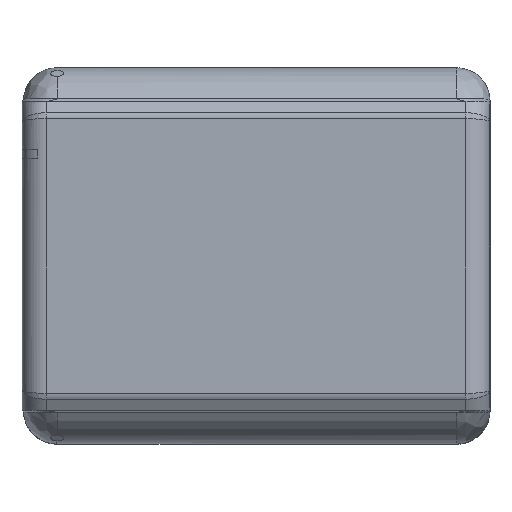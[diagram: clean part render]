
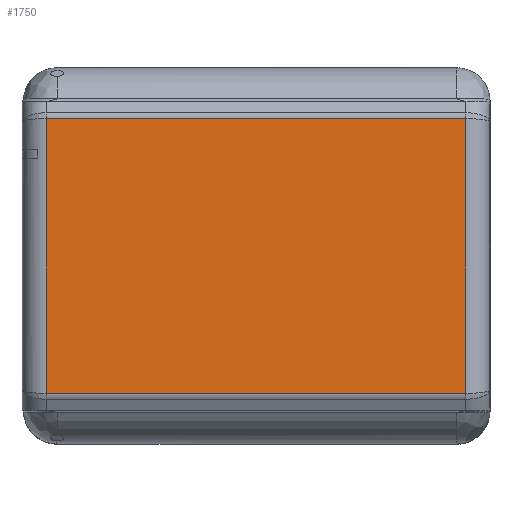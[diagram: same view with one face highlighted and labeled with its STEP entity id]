
A CAD part, top view. The second image highlights one B-rep face of the part: STEP entity #1750.
In plain terms, the highlighted planar face has unit normal (0, 0, -1).
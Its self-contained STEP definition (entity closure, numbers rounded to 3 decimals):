
#1679=AXIS2_PLACEMENT_3D('Plane Axis2P3D',#1676,#1677,#1678) ;
#1315=CARTESIAN_POINT('Vertex',(52.768,34.597,24.1)) ;
#1325=CARTESIAN_POINT('Vertex',(52.768,-34.754,24.1)) ;
#1328=CARTESIAN_POINT('Line Origine',(52.768,-0.079,24.1)) ;
#1676=CARTESIAN_POINT('Axis2P3D Location',(-59.317,39.071,24.1)) ;
#1682=CARTESIAN_POINT('Control Point',(52.765,-34.754,24.1)) ;
#1683=CARTESIAN_POINT('Control Point',(52.765,-34.754,24.1)) ;
#1684=CARTESIAN_POINT('Control Point',(52.766,-34.754,24.1)) ;
#1685=CARTESIAN_POINT('Control Point',(52.767,-34.754,24.1)) ;
#1686=CARTESIAN_POINT('Control Point',(52.767,-34.754,24.1)) ;
#1687=CARTESIAN_POINT('Control Point',(52.768,-34.754,24.1)) ;
#1688=CARTESIAN_POINT('Vertex',(52.765,-34.754,24.1)) ;
#1691=CARTESIAN_POINT('Line Origine',(-0.217,-34.754,24.1)) ;
#1695=CARTESIAN_POINT('Vertex',(-53.199,-34.754,24.1)) ;
#1699=CARTESIAN_POINT('Control Point',(-53.202,-34.754,24.1)) ;
#1700=CARTESIAN_POINT('Control Point',(-53.201,-34.754,24.1)) ;
#1701=CARTESIAN_POINT('Control Point',(-53.201,-34.754,24.1)) ;
#1702=CARTESIAN_POINT('Control Point',(-53.2,-34.754,24.1)) ;
#1703=CARTESIAN_POINT('Control Point',(-53.199,-34.754,24.1)) ;
#1704=CARTESIAN_POINT('Control Point',(-53.199,-34.754,24.1)) ;
#1705=CARTESIAN_POINT('Vertex',(-53.202,-34.754,24.1)) ;
#1708=CARTESIAN_POINT('Line Origine',(-53.202,-0.079,24.1)) ;
#1712=CARTESIAN_POINT('Vertex',(-53.202,34.597,24.1)) ;
#1716=CARTESIAN_POINT('Control Point',(-53.202,34.597,24.1)) ;
#1717=CARTESIAN_POINT('Control Point',(-53.201,34.597,24.1)) ;
#1718=CARTESIAN_POINT('Control Point',(-53.201,34.597,24.1)) ;
#1719=CARTESIAN_POINT('Control Point',(-53.2,34.597,24.1)) ;
#1720=CARTESIAN_POINT('Control Point',(-53.199,34.597,24.1)) ;
#1721=CARTESIAN_POINT('Control Point',(-53.199,34.597,24.1)) ;
#1722=CARTESIAN_POINT('Vertex',(-53.199,34.597,24.1)) ;
#1725=CARTESIAN_POINT('Line Origine',(-0.217,34.597,24.1)) ;
#1729=CARTESIAN_POINT('Vertex',(52.765,34.597,24.1)) ;
#1733=CARTESIAN_POINT('Control Point',(52.765,34.597,24.1)) ;
#1734=CARTESIAN_POINT('Control Point',(52.765,34.597,24.1)) ;
#1735=CARTESIAN_POINT('Control Point',(52.766,34.597,24.1)) ;
#1736=CARTESIAN_POINT('Control Point',(52.767,34.597,24.1)) ;
#1737=CARTESIAN_POINT('Control Point',(52.767,34.597,24.1)) ;
#1738=CARTESIAN_POINT('Control Point',(52.768,34.597,24.1)) ;
#1329=DIRECTION('Vector Direction',(0.,-1.,0.)) ;
#1677=DIRECTION('Axis2P3D Direction',(0.,0.,-1.)) ;
#1678=DIRECTION('Axis2P3D XDirection',(1.,0.,0.)) ;
#1692=DIRECTION('Vector Direction',(-1.,0.,0.)) ;
#1709=DIRECTION('Vector Direction',(0.,-1.,0.)) ;
#1726=DIRECTION('Vector Direction',(-1.,0.,0.)) ;
#1330=VECTOR('Line Direction',#1329,1.) ;
#1693=VECTOR('Line Direction',#1692,1.) ;
#1710=VECTOR('Line Direction',#1709,1.) ;
#1727=VECTOR('Line Direction',#1726,1.) ;
#1741=ORIENTED_EDGE('',*,*,#1332,.F.) ;
#1742=ORIENTED_EDGE('',*,*,#1690,.F.) ;
#1743=ORIENTED_EDGE('',*,*,#1697,.F.) ;
#1744=ORIENTED_EDGE('',*,*,#1707,.F.) ;
#1745=ORIENTED_EDGE('',*,*,#1714,.F.) ;
#1746=ORIENTED_EDGE('',*,*,#1724,.T.) ;
#1747=ORIENTED_EDGE('',*,*,#1731,.T.) ;
#1748=ORIENTED_EDGE('',*,*,#1739,.T.) ;
#1750=ADVANCED_FACE('Surface.33',(#1749),#1680,.T.) ;
#1681=B_SPLINE_CURVE_WITH_KNOTS('',5,(#1682,#1683,#1684,#1685,#1686,#1687),.UNSPECIFIED.,.F.,.U.,(6,6),(20.818,20.825),.UNSPECIFIED.) ;
#1698=B_SPLINE_CURVE_WITH_KNOTS('',5,(#1699,#1700,#1701,#1702,#1703,#1704),.UNSPECIFIED.,.F.,.U.,(6,6),(32.38,32.387),.UNSPECIFIED.) ;
#1715=B_SPLINE_CURVE_WITH_KNOTS('',5,(#1716,#1717,#1718,#1719,#1720,#1721),.UNSPECIFIED.,.F.,.U.,(6,6),(32.38,32.387),.UNSPECIFIED.) ;
#1732=B_SPLINE_CURVE_WITH_KNOTS('',5,(#1733,#1734,#1735,#1736,#1737,#1738),.UNSPECIFIED.,.F.,.U.,(6,6),(20.818,20.825),.UNSPECIFIED.) ;
#1332=EDGE_CURVE('',#1326,#1316,#1331,.F.) ;
#1690=EDGE_CURVE('',#1689,#1326,#1681,.T.) ;
#1697=EDGE_CURVE('',#1696,#1689,#1694,.F.) ;
#1707=EDGE_CURVE('',#1706,#1696,#1698,.T.) ;
#1714=EDGE_CURVE('',#1713,#1706,#1711,.T.) ;
#1724=EDGE_CURVE('',#1713,#1723,#1715,.T.) ;
#1731=EDGE_CURVE('',#1723,#1730,#1728,.F.) ;
#1739=EDGE_CURVE('',#1730,#1316,#1732,.T.) ;
#1740=EDGE_LOOP('',(#1741,#1742,#1743,#1744,#1745,#1746,#1747,#1748)) ;
#1749=FACE_OUTER_BOUND('',#1740,.T.) ;
#1331=LINE('Line',#1328,#1330) ;
#1694=LINE('Line',#1691,#1693) ;
#1711=LINE('Line',#1708,#1710) ;
#1728=LINE('Line',#1725,#1727) ;
#1680=PLANE('',#1679) ;
#1316=VERTEX_POINT('',#1315) ;
#1326=VERTEX_POINT('',#1325) ;
#1689=VERTEX_POINT('',#1688) ;
#1696=VERTEX_POINT('',#1695) ;
#1706=VERTEX_POINT('',#1705) ;
#1713=VERTEX_POINT('',#1712) ;
#1723=VERTEX_POINT('',#1722) ;
#1730=VERTEX_POINT('',#1729) ;
